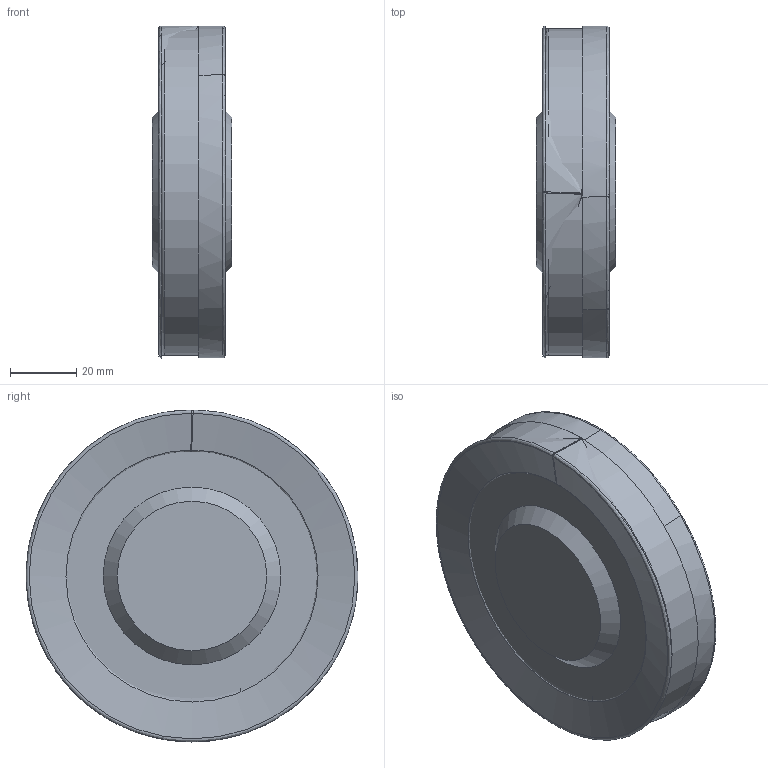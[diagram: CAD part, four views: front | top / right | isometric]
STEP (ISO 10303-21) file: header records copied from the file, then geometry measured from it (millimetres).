
FILE_DESCRIPTION(/* description */ (''),/* implementation_level */ '2;1');
FILE_NAME(/* name */ 'ASDM-CC12-D100x20-d32-Z08.stp',/* time_stamp */ '2023-10-05T16:01:25+03:00',/* author */ (''),/* organization */ (''),/* preprocessor_version */ 'ST-DEVELOPER v19.4',/* originating_system */ 'SIEMENS PLM Software NX2306.5001',/* authorisation */ '');
FILE_SCHEMA (('AUTOMOTIVE_DESIGN { 1 0 10303 214 3 1 1 1 }'));
Length unit declared in the file: millimetre
Products named in the file (1): ASDM-CC12-D100x20-d32-Z08-LIGHT_x_t_objects
Bounding box: 24 x 100 x 100 mm (x, y, z)
Volume: 143055.8 mm3; surface area: 34514.8 mm2
Topology: 2 solids, 2 shells, 40 faces, 82 edges, 46 vertices
Faces by surface type: bspline 29, cone 4, plane 4, torus 2, cylinder 1
Full cylindrical faces by diameter (mm): 98.5 x1
Entity records: 1364 total; most frequent: CARTESIAN_POINT 615, ORIENTED_EDGE 148, DIRECTION 144, EDGE_CURVE 74, AXIS2_PLACEMENT_3D 66, CIRCLE 54, EDGE_LOOP 48, VERTEX_POINT 46
